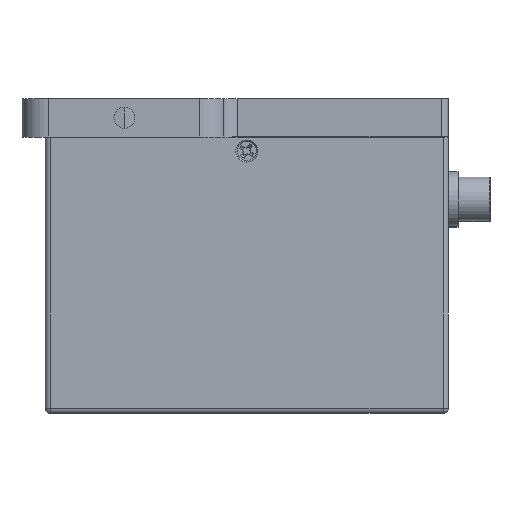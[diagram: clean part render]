
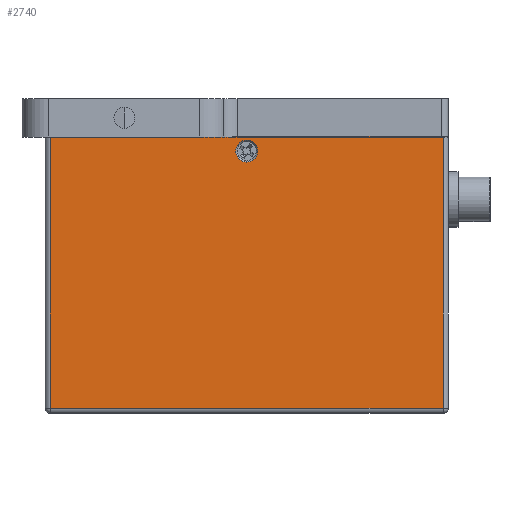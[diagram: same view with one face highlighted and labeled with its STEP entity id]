
A CAD part, left-side view. The second image highlights one B-rep face of the part: STEP entity #2740.
In plain terms, the highlighted planar face has unit normal (-1, 0, 0).
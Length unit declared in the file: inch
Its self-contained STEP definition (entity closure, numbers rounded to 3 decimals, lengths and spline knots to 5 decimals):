
#241 = CARTESIAN_POINT ( 'NONE',  ( -1.87393, 1.92159, -0.74749 ) ) ;
#603 = CARTESIAN_POINT ( 'NONE',  ( -1.87393, 0.38616, 1.17749 ) ) ;
#919 = CARTESIAN_POINT ( 'NONE',  ( -1.87393, 1.96096, 1.37849 ) ) ;
#2337 = LINE ( 'NONE', #3230, #16734 ) ;
#2364 = CARTESIAN_POINT ( 'NONE',  ( -1.87393, 0.38616, 1.34949 ) ) ;
#2740 = ADVANCED_FACE ( 'NONE', ( #19201, #14812 ), #19065, .T. ) ;
#2788 = VERTEX_POINT ( 'NONE', #603 ) ;
#3101 = ORIENTED_EDGE ( 'NONE', *, *, #7206, .F. ) ;
#3230 = CARTESIAN_POINT ( 'NONE',  ( -1.87393, -1.14927, -0.78686 ) ) ;
#3457 = AXIS2_PLACEMENT_3D ( 'NONE', #5990, #19148, #7877 ) ;
#4161 = CIRCLE ( 'NONE', #10013, 0.086 ) ;
#4885 = CARTESIAN_POINT ( 'NONE',  ( -1.87393, 0.38616, 1.26349 ) ) ;
#5990 = CARTESIAN_POINT ( 'NONE',  ( -1.87393, 1.96096, -0.78686 ) ) ;
#6424 = EDGE_LOOP ( 'NONE', ( #20605, #8473, #3101, #13594 ) ) ;
#6750 = DIRECTION ( 'NONE',  ( 0., 0., 1. ) ) ;
#7206 = EDGE_CURVE ( 'NONE', #9006, #19747, #23145, .T. ) ;
#7696 = DIRECTION ( 'NONE',  ( -1., 0., 0. ) ) ;
#7752 = VERTEX_POINT ( 'NONE', #2364 ) ;
#7877 = DIRECTION ( 'NONE',  ( 0., -1., 0. ) ) ;
#8473 = ORIENTED_EDGE ( 'NONE', *, *, #16476, .T. ) ;
#8680 = EDGE_CURVE ( 'NONE', #7752, #2788, #20102, .T. ) ;
#9006 = VERTEX_POINT ( 'NONE', #20979 ) ;
#9741 = EDGE_CURVE ( 'NONE', #2788, #7752, #4161, .T. ) ;
#10013 = AXIS2_PLACEMENT_3D ( 'NONE', #18961, #7696, #20868 ) ;
#10030 = ORIENTED_EDGE ( 'NONE', *, *, #9741, .F. ) ;
#10264 = DIRECTION ( 'NONE',  ( 0., -1., 0. ) ) ;
#11062 = EDGE_CURVE ( 'NONE', #22155, #15393, #13753, .T. ) ;
#13222 = DIRECTION ( 'NONE',  ( 0., -1., 0. ) ) ;
#13594 = ORIENTED_EDGE ( 'NONE', *, *, #18339, .T. ) ;
#13753 = LINE ( 'NONE', #20679, #23739 ) ;
#14812 = FACE_OUTER_BOUND ( 'NONE', #6424, .T. ) ;
#15272 = CARTESIAN_POINT ( 'NONE',  ( -1.87393, -1.14927, -0.74749 ) ) ;
#15393 = VERTEX_POINT ( 'NONE', #15272 ) ;
#15712 = LINE ( 'NONE', #22490, #20680 ) ;
#16476 = EDGE_CURVE ( 'NONE', #15393, #19747, #2337, .T. ) ;
#16734 = VECTOR ( 'NONE', #18269, 39.37008 ) ;
#18036 = DIRECTION ( 'NONE',  ( -1., 0., 0. ) ) ;
#18159 = VECTOR ( 'NONE', #10264, 39.37008 ) ;
#18269 = DIRECTION ( 'NONE',  ( 0., 0., 1. ) ) ;
#18339 = EDGE_CURVE ( 'NONE', #9006, #22155, #15712, .T. ) ;
#18961 = CARTESIAN_POINT ( 'NONE',  ( -1.87393, 0.38616, 1.26349 ) ) ;
#18992 = CARTESIAN_POINT ( 'NONE',  ( -1.87393, -1.14927, 1.37849 ) ) ;
#19065 = PLANE ( 'NONE',  #3457 ) ;
#19148 = DIRECTION ( 'NONE',  ( -1., 0., 0. ) ) ;
#19201 = FACE_BOUND ( 'NONE', #24276, .T. ) ;
#19747 = VERTEX_POINT ( 'NONE', #18992 ) ;
#20102 = CIRCLE ( 'NONE', #21363, 0.086 ) ;
#20140 = ORIENTED_EDGE ( 'NONE', *, *, #8680, .F. ) ;
#20605 = ORIENTED_EDGE ( 'NONE', *, *, #11062, .T. ) ;
#20679 = CARTESIAN_POINT ( 'NONE',  ( -1.87393, -1.18864, -0.74749 ) ) ;
#20680 = VECTOR ( 'NONE', #24389, 39.37008 ) ;
#20868 = DIRECTION ( 'NONE',  ( 0., 0., 1. ) ) ;
#20979 = CARTESIAN_POINT ( 'NONE',  ( -1.87393, 1.92159, 1.37849 ) ) ;
#21363 = AXIS2_PLACEMENT_3D ( 'NONE', #4885, #18036, #6750 ) ;
#22155 = VERTEX_POINT ( 'NONE', #241 ) ;
#22490 = CARTESIAN_POINT ( 'NONE',  ( -1.87393, 1.92159, -0.78686 ) ) ;
#23145 = LINE ( 'NONE', #919, #18159 ) ;
#23739 = VECTOR ( 'NONE', #13222, 39.37008 ) ;
#24276 = EDGE_LOOP ( 'NONE', ( #20140, #10030 ) ) ;
#24389 = DIRECTION ( 'NONE',  ( 0., 0., -1. ) ) ;
